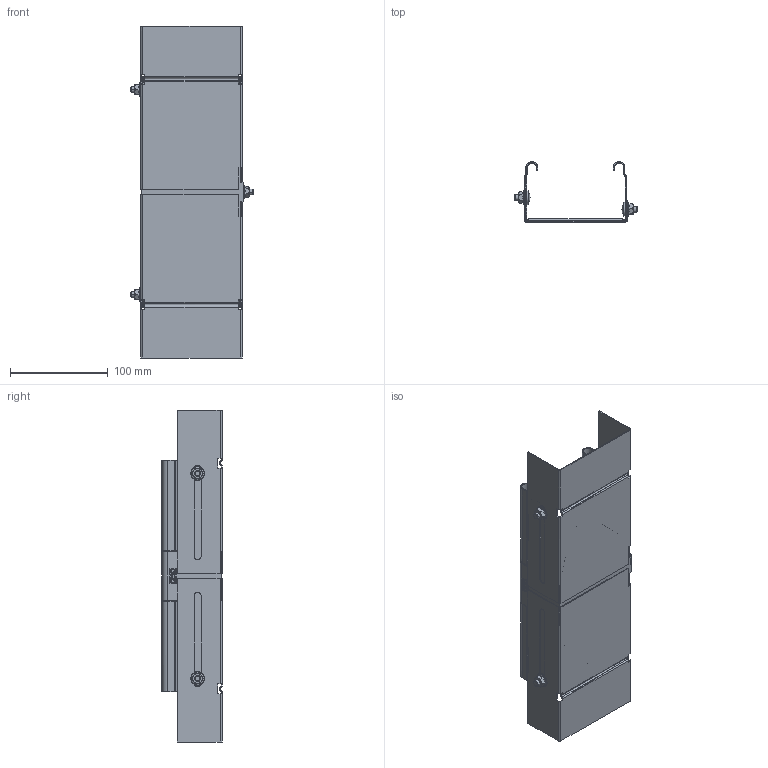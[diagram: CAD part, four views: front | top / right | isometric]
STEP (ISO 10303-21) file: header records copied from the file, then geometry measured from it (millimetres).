
FILE_DESCRIPTION(/* description */ (''),/* implementation_level */ '2;1');
FILE_NAME(/* name */ '6040500',/* time_stamp */ '2014-10-22T09:49:31+02:00',/* author */ (''),/* organization */ (''),/* preprocessor_version */ 'ST-DEVELOPER v15',/* originating_system */ '',/* authorisation */ '');
FILE_SCHEMA (('AUTOMOTIVE_DESIGN'));
Length unit declared in the file: millimetre
Products named in the file (2): Document; Block 01
Assembly tree (1 placements, depth 2):
  Document
    Block 01
Bounding box: 125 x 61.5 x 340 mm (x, y, z)
Volume: 103200.1 mm3; surface area: 206900.2 mm2
Topology: 8 solids, 8 shells, 585 faces, 1477 edges, 912 vertices
Faces by surface type: plane 310, bspline 275
Entity records: 21841 total; most frequent: CARTESIAN_POINT 12564, ORIENTED_EDGE 2942, EDGE_CURVE 1471, B_SPLINE_CURVE_WITH_KNOTS 1061, VERTEX_POINT 912, EDGE_LOOP 634, ADVANCED_FACE 585, FACE_OUTER_BOUND 585
